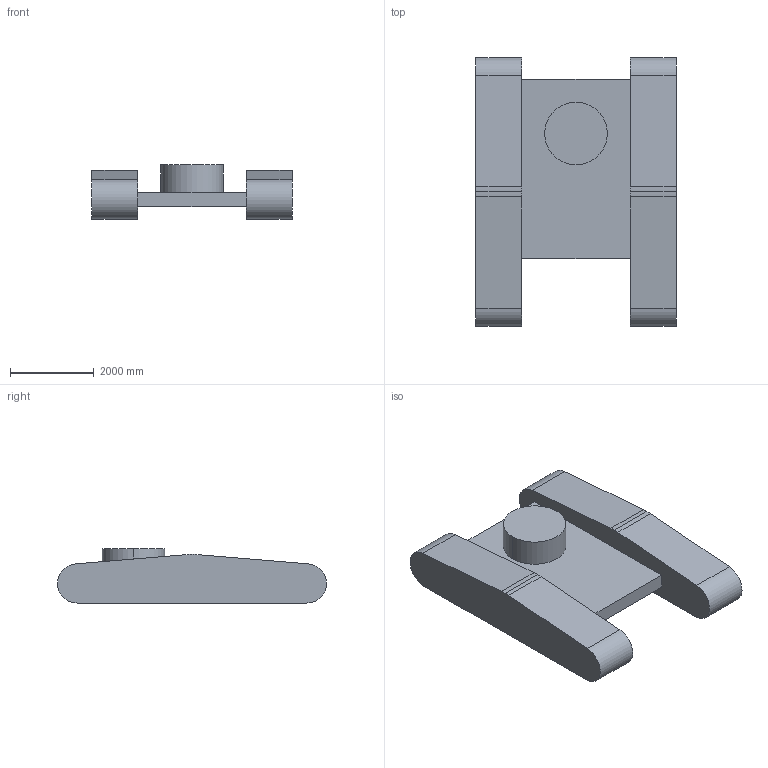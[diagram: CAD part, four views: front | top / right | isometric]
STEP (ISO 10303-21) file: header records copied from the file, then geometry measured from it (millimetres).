
FILE_DESCRIPTION (( 'STEP AP203' ), '1' );
FILE_NAME ('ExcavatorBase_Primary.STEP', '2022-03-09T01:02:04', ( '' ), ( '' ), 'SwSTEP 2.0', 'SolidWorks 2020', '' );
FILE_SCHEMA (( 'CONFIG_CONTROL_DESIGN' ));
Length unit declared in the file: millimetre
Products named in the file (2): ExcavatorBase_Primary; ExcavatorBase
Assembly tree (1 placements, depth 2):
  ExcavatorBase_Primary
    ExcavatorBase
Bounding box: 4800 x 6439.19 x 1295 mm (x, y, z)
Volume: 19362740719 mm3; surface area: 80972689 mm2
Topology: 1 solids, 1 shells, 25 faces, 60 edges, 40 vertices
Faces by surface type: plane 15, cylinder 10
Entity records: 930 total; most frequent: DIRECTION 138, CARTESIAN_POINT 129, ORIENTED_EDGE 120, EDGE_CURVE 60, AXIS2_PLACEMENT_3D 49, VECTOR 40, VERTEX_POINT 40, LINE 40
